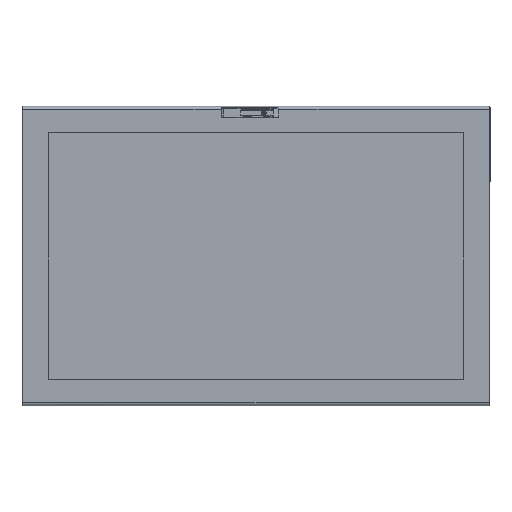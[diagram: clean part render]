
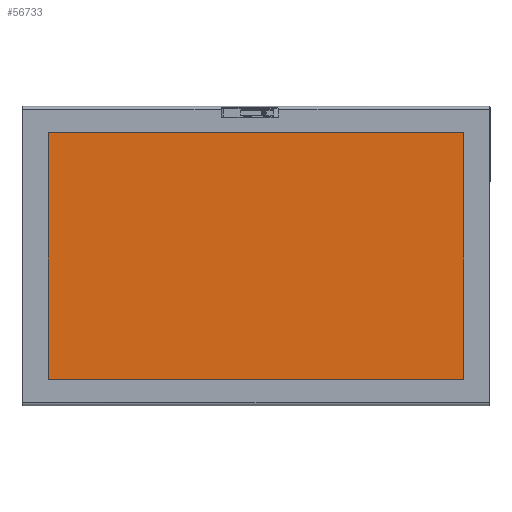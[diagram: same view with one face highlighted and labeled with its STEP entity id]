
A CAD part, top view. The second image highlights one B-rep face of the part: STEP entity #56733.
In plain terms, the highlighted planar face has unit normal (0, 0, 1).
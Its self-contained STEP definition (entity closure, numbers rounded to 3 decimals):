
#1745 = CARTESIAN_POINT ( 'NONE',  ( 710., 430., 4. ) ) ;
#4132 = CARTESIAN_POINT ( 'NONE',  ( -710., 430., 4. ) ) ;
#4282 = CARTESIAN_POINT ( 'NONE',  ( 710., -430., 4. ) ) ;
#5030 = CARTESIAN_POINT ( 'NONE',  ( -710., -430., 4. ) ) ;
#28022 = VERTEX_POINT ( 'NONE', #5030 ) ;
#28240 = VERTEX_POINT ( 'NONE', #1745 ) ;
#28668 = VERTEX_POINT ( 'NONE', #4282 ) ;
#28769 = VERTEX_POINT ( 'NONE', #4132 ) ;
#34441 = PLANE ( 'NONE',  #40565 ) ;
#34589 = DIRECTION ( 'NONE',  ( 0., 0., 1. ) ) ;
#34602 = DIRECTION ( 'NONE',  ( 1., 0., 0. ) ) ;
#34625 = CARTESIAN_POINT ( 'NONE',  ( -710., -430., 4. ) ) ;
#40565 = AXIS2_PLACEMENT_3D ( 'NONE', #34625, #34589, #34602 ) ;
#47767 = ORIENTED_EDGE ( 'NONE', *, *, #73449, .T. ) ;
#47768 = ORIENTED_EDGE ( 'NONE', *, *, #73002, .T. ) ;
#47769 = ORIENTED_EDGE ( 'NONE', *, *, #73396, .T. ) ;
#47770 = ORIENTED_EDGE ( 'NONE', *, *, #73409, .T. ) ;
#56733 = ADVANCED_FACE ( 'NONE', ( #62011 ), #34441, .T. ) ;
#57586 = EDGE_LOOP ( 'NONE', ( #47767, #47768, #47769, #47770 ) ) ;
#58462 = VECTOR ( 'NONE', #63192, 1000. ) ;
#58535 = LINE ( 'NONE', #63181, #58462 ) ;
#58658 = LINE ( 'NONE', #62946, #58662 ) ;
#58662 = VECTOR ( 'NONE', #62944, 1000. ) ;
#58683 = LINE ( 'NONE', #63240, #58686 ) ;
#58686 = VECTOR ( 'NONE', #63239, 1000. ) ;
#58720 = LINE ( 'NONE', #63122, #58723 ) ;
#58723 = VECTOR ( 'NONE', #63070, 1000. ) ;
#62011 = FACE_OUTER_BOUND ( 'NONE', #57586, .T. ) ;
#62944 = DIRECTION ( 'NONE',  ( 0., 1., 0. ) ) ;
#62946 = CARTESIAN_POINT ( 'NONE',  ( 710., 430., 4. ) ) ;
#63070 = DIRECTION ( 'NONE',  ( 0., -1., 0. ) ) ;
#63122 = CARTESIAN_POINT ( 'NONE',  ( -710., 430., 4. ) ) ;
#63181 = CARTESIAN_POINT ( 'NONE',  ( -710., -430., 4. ) ) ;
#63192 = DIRECTION ( 'NONE',  ( 1., 0., 0. ) ) ;
#63239 = DIRECTION ( 'NONE',  ( -1., 0., 0. ) ) ;
#63240 = CARTESIAN_POINT ( 'NONE',  ( -710., 430., 4. ) ) ;
#73002 = EDGE_CURVE ( 'NONE', #28022, #28668, #58535, .T. ) ;
#73396 = EDGE_CURVE ( 'NONE', #28668, #28240, #58658, .T. ) ;
#73409 = EDGE_CURVE ( 'NONE', #28240, #28769, #58683, .T. ) ;
#73449 = EDGE_CURVE ( 'NONE', #28769, #28022, #58720, .T. ) ;
